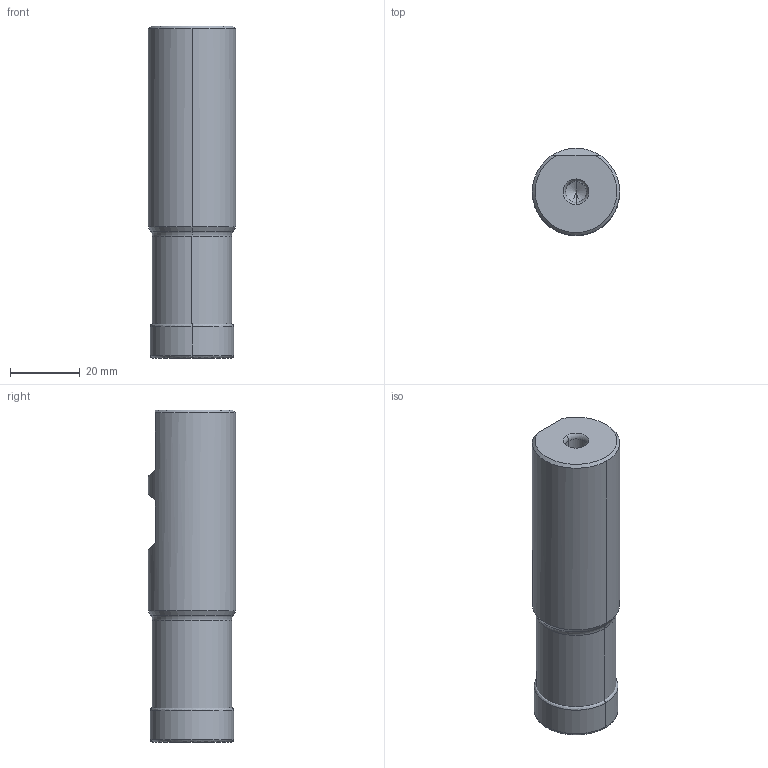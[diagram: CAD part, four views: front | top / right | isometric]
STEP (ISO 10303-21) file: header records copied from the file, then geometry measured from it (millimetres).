
FILE_DESCRIPTION((''),'2;1');
FILE_NAME('15C1F024039W5R01','2015-11-07T',('vitt'),(''),'PRO/ENGINEER BY PARAMETRIC TECHNOLOGY CORPORATION, 2011490','PRO/ENGINEER BY PARAMETRIC TECHNOLOGY CORPORATION, 2011490','');
FILE_SCHEMA(('AUTOMOTIVE_DESIGN { 1 2 10303 214 0 1 1 1 }'));
Length unit declared in the file: millimetre
Products named in the file (3): NOCUT; CUT; 15C1F024039W5R01
Assembly tree (2 placements, depth 2):
  15C1F024039W5R01
    NOCUT
    CUT
Bounding box: 25 x 25 x 95 mm (x, y, z)
Volume: 45233.7 mm3; surface area: 10671.2 mm2
Topology: 2 solids, 2 shells, 36 faces, 83 edges, 59 vertices
Faces by surface type: revolution 12, plane 9, cylinder 6, cone 5, torus 4
Entity records: 2234 total; most frequent: CARTESIAN_POINT 956, DIRECTION 190, ORIENTED_EDGE 152, PRESENTATION_STYLE_ASSIGNMENT 90, STYLED_ITEM 90, CURVE_STYLE 88, AXIS2_PLACEMENT_3D 77, EDGE_CURVE 76
